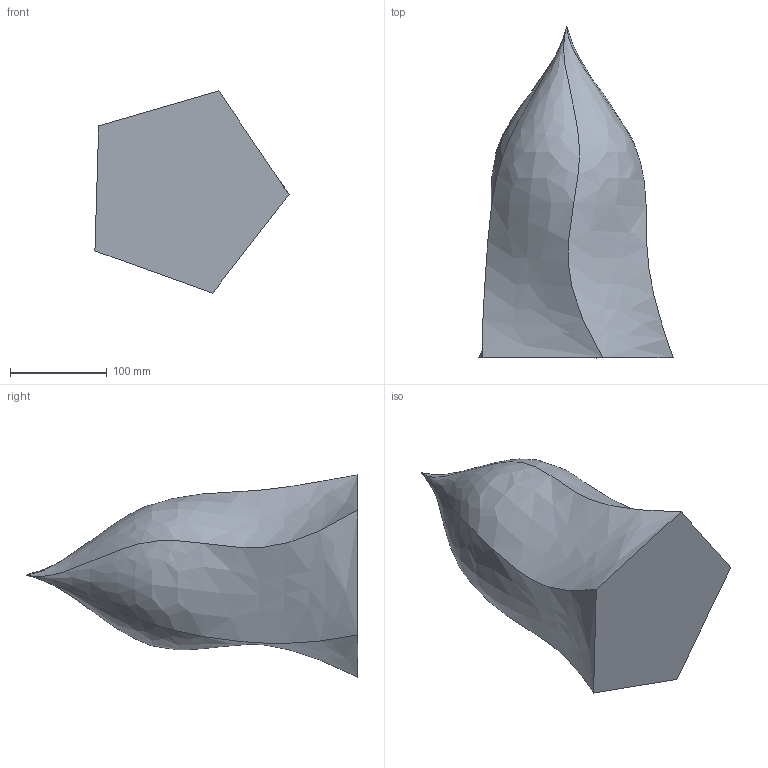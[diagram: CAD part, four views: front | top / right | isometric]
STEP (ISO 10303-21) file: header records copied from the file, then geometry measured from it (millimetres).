
FILE_DESCRIPTION(('FreeCAD Model'),'2;1');
FILE_NAME('Open CASCADE Shape Model','2025-05-09T09:27:50',('FreeCAD'),( 'FreeCAD'),'Open CASCADE STEP processor 7.6','FreeCAD','Unknown');
FILE_SCHEMA(('AUTOMOTIVE_DESIGN { 1 0 10303 214 1 1 1 1 }'));
Length unit declared in the file: millimetre
Products named in the file (1): Open CASCADE STEP translator 7.6 1
Bounding box: 200.42 x 342.51 x 208.69 mm (x, y, z)
Volume: 5043648.5 mm3; surface area: 176970.4 mm2
Topology: 1 solids, 1 shells, 6 faces, 15 edges, 6 vertices
Faces by surface type: bspline 6
Entity records: 258 total; most frequent: CARTESIAN_POINT 171, ORIENTED_EDGE 20, EDGE_CURVE 10, B_SPLINE_CURVE_WITH_KNOTS 10, ADVANCED_FACE 6, FACE_BOUND 6, EDGE_LOOP 6, VERTEX_POINT 6
